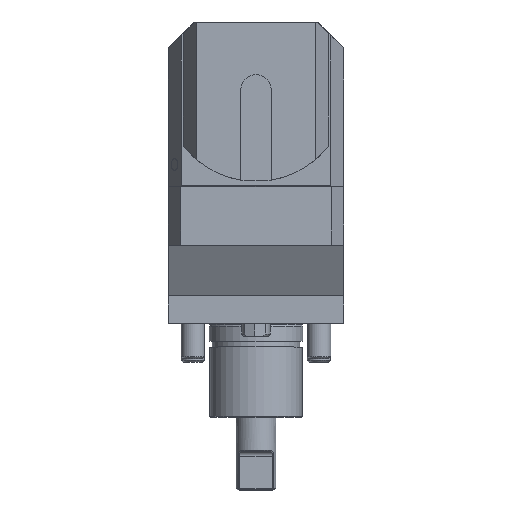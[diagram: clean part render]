
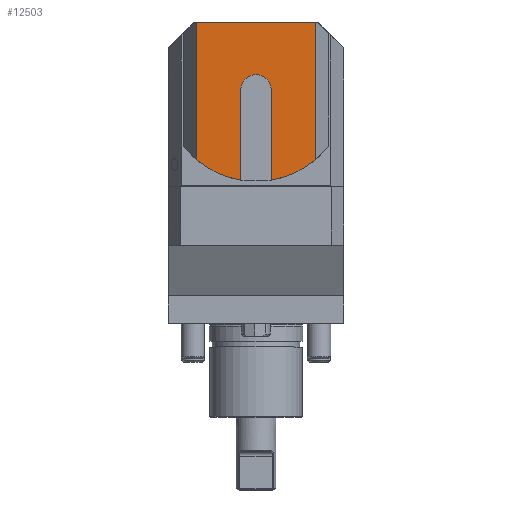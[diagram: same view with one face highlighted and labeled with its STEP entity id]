
A CAD part, top view. The second image highlights one B-rep face of the part: STEP entity #12503.
In plain terms, the highlighted planar face has unit normal (0, 0, 1).
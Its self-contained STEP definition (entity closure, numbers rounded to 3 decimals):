
#655 = CARTESIAN_POINT ( 'NONE',  ( 26.072, 52., 96.5 ) ) ;
#1863 = DIRECTION ( 'NONE',  ( 0., -1., 0. ) ) ;
#1997 = CARTESIAN_POINT ( 'NONE',  ( 0.596, 81., 96.5 ) ) ;
#2116 = DIRECTION ( 'NONE',  ( 0., 0., 1. ) ) ;
#2167 = CARTESIAN_POINT ( 'NONE',  ( 0.596, 52., 96.5 ) ) ;
#2243 = PLANE ( 'NONE',  #22191 ) ;
#2363 = CARTESIAN_POINT ( 'NONE',  ( -5.904, 52., 96.5 ) ) ;
#2407 = CARTESIAN_POINT ( 'NONE',  ( -24.881, 22.142, 96.5 ) ) ;
#2552 = EDGE_CURVE ( 'NONE', #10935, #25985, #22569, .T. ) ;
#2574 = CARTESIAN_POINT ( 'NONE',  ( 0.596, 52., 96.5 ) ) ;
#2633 = CARTESIAN_POINT ( 'NONE',  ( -24.881, 52., 96.5 ) ) ;
#2755 = AXIS2_PLACEMENT_3D ( 'NONE', #2167, #24563, #18754 ) ;
#2963 = VERTEX_POINT ( 'NONE', #11889 ) ;
#3672 = CIRCLE ( 'NONE', #25357, 39.25 ) ;
#4704 = DIRECTION ( 'NONE',  ( 0., 0., 1. ) ) ;
#5232 = VECTOR ( 'NONE', #20426, 1000. ) ;
#5748 = ORIENTED_EDGE ( 'NONE', *, *, #10715, .T. ) ;
#6484 = LINE ( 'NONE', #655, #5232 ) ;
#6586 = CIRCLE ( 'NONE', #14230, 6.5 ) ;
#6720 = DIRECTION ( 'NONE',  ( 0., 0., 1. ) ) ;
#7096 = EDGE_CURVE ( 'NONE', #2963, #7182, #16235, .T. ) ;
#7182 = VERTEX_POINT ( 'NONE', #18192 ) ;
#8411 = EDGE_CURVE ( 'NONE', #12739, #10935, #20193, .T. ) ;
#9778 = ORIENTED_EDGE ( 'NONE', *, *, #2552, .T. ) ;
#10146 = DIRECTION ( 'NONE',  ( -1., 0., 0. ) ) ;
#10393 = CARTESIAN_POINT ( 'NONE',  ( 0.596, 52., 96.5 ) ) ;
#10715 = EDGE_CURVE ( 'NONE', #25985, #13778, #23146, .T. ) ;
#10935 = VERTEX_POINT ( 'NONE', #24923 ) ;
#11001 = CARTESIAN_POINT ( 'NONE',  ( 0.596, 52., 96.5 ) ) ;
#11294 = DIRECTION ( 'NONE',  ( 0., -1., 0. ) ) ;
#11889 = CARTESIAN_POINT ( 'NONE',  ( 7.096, 13.292, 96.5 ) ) ;
#12002 = FACE_OUTER_BOUND ( 'NONE', #14912, .T. ) ;
#12503 = ADVANCED_FACE ( 'Defeature completata2_217', ( #12002 ), #2243, .T. ) ;
#12739 = VERTEX_POINT ( 'NONE', #14343 ) ;
#12938 = ORIENTED_EDGE ( 'NONE', *, *, #13824, .T. ) ;
#13778 = VERTEX_POINT ( 'NONE', #20292 ) ;
#13824 = EDGE_CURVE ( 'NONE', #21768, #12739, #6484, .T. ) ;
#14230 = AXIS2_PLACEMENT_3D ( 'NONE', #2574, #4704, #20360 ) ;
#14343 = CARTESIAN_POINT ( 'NONE',  ( 26.072, 81., 96.5 ) ) ;
#14660 = VECTOR ( 'NONE', #11294, 1000. ) ;
#14912 = EDGE_LOOP ( 'NONE', ( #12938, #15200, #9778, #5748, #16503, #24828, #15597, #15069 ) ) ;
#14956 = VERTEX_POINT ( 'NONE', #18179 ) ;
#15069 = ORIENTED_EDGE ( 'NONE', *, *, #19751, .T. ) ;
#15200 = ORIENTED_EDGE ( 'NONE', *, *, #8411, .T. ) ;
#15597 = ORIENTED_EDGE ( 'NONE', *, *, #7096, .F. ) ;
#16116 = DIRECTION ( 'NONE',  ( 0., 1., 0. ) ) ;
#16235 = LINE ( 'NONE', #18092, #17978 ) ;
#16503 = ORIENTED_EDGE ( 'NONE', *, *, #25467, .F. ) ;
#17978 = VECTOR ( 'NONE', #16116, 1000. ) ;
#18092 = CARTESIAN_POINT ( 'NONE',  ( 7.096, 52., 96.5 ) ) ;
#18179 = CARTESIAN_POINT ( 'NONE',  ( -5.904, 52., 96.5 ) ) ;
#18192 = CARTESIAN_POINT ( 'NONE',  ( 7.096, 52., 96.5 ) ) ;
#18334 = CARTESIAN_POINT ( 'NONE',  ( 26.072, 22.142, 96.5 ) ) ;
#18754 = DIRECTION ( 'NONE',  ( 0., -1., 0. ) ) ;
#19038 = DIRECTION ( 'NONE',  ( 0., -1., 0. ) ) ;
#19231 = VECTOR ( 'NONE', #10146, 1000. ) ;
#19751 = EDGE_CURVE ( 'NONE', #2963, #21768, #3672, .T. ) ;
#20193 = LINE ( 'NONE', #1997, #19231 ) ;
#20292 = CARTESIAN_POINT ( 'NONE',  ( -5.904, 13.292, 96.5 ) ) ;
#20327 = VECTOR ( 'NONE', #24732, 1000. ) ;
#20360 = DIRECTION ( 'NONE',  ( 0., -1., 0. ) ) ;
#20426 = DIRECTION ( 'NONE',  ( 0., 1., 0. ) ) ;
#20548 = LINE ( 'NONE', #2363, #14660 ) ;
#21768 = VERTEX_POINT ( 'NONE', #18334 ) ;
#22191 = AXIS2_PLACEMENT_3D ( 'NONE', #10393, #2116, #1863 ) ;
#22569 = LINE ( 'NONE', #2633, #20327 ) ;
#23146 = CIRCLE ( 'NONE', #2755, 39.25 ) ;
#24563 = DIRECTION ( 'NONE',  ( 0., 0., 1. ) ) ;
#24732 = DIRECTION ( 'NONE',  ( 0., -1., 0. ) ) ;
#24828 = ORIENTED_EDGE ( 'NONE', *, *, #25133, .F. ) ;
#24923 = CARTESIAN_POINT ( 'NONE',  ( -24.881, 81., 96.5 ) ) ;
#25133 = EDGE_CURVE ( 'NONE', #7182, #14956, #6586, .T. ) ;
#25357 = AXIS2_PLACEMENT_3D ( 'NONE', #11001, #6720, #19038 ) ;
#25467 = EDGE_CURVE ( 'NONE', #14956, #13778, #20548, .T. ) ;
#25985 = VERTEX_POINT ( 'NONE', #2407 ) ;
